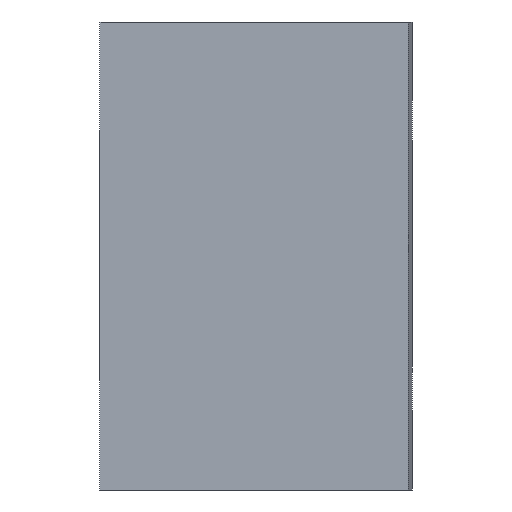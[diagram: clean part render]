
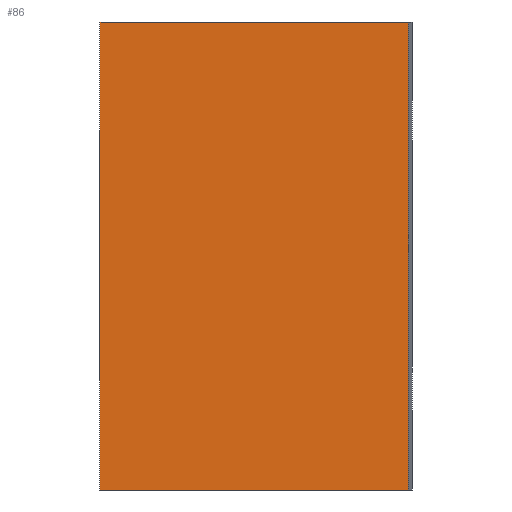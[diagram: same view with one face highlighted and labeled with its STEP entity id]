
A CAD part, left-side view. The second image highlights one B-rep face of the part: STEP entity #86.
In plain terms, the highlighted planar face has unit normal (-1, 0, 0).
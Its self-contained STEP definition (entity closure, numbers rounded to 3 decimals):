
#86=ADVANCED_FACE('',(#115),#116,.T.);
#115=FACE_OUTER_BOUND('',#150,.T.);
#116=PLANE('',#151);
#150=EDGE_LOOP('',(#249,#250,#251,#252));
#151=AXIS2_PLACEMENT_3D('',#253,#254,#255);
#249=ORIENTED_EDGE('',*,*,#331,.T.);
#250=ORIENTED_EDGE('',*,*,#332,.F.);
#251=ORIENTED_EDGE('',*,*,#333,.T.);
#252=ORIENTED_EDGE('',*,*,#329,.T.);
#253=CARTESIAN_POINT('',(0.0,0.091,-6.0));
#254=DIRECTION('',(-1.0,0.0,0.0));
#255=DIRECTION('',(0.0,-1.0,0.0));
#329=EDGE_CURVE('',#395,#393,#396,.T.);
#331=EDGE_CURVE('',#393,#398,#399,.T.);
#332=EDGE_CURVE('',#400,#398,#401,.T.);
#333=EDGE_CURVE('',#400,#395,#402,.T.);
#393=VERTEX_POINT('',#548);
#395=VERTEX_POINT('',#550);
#396=LINE('',#551,#552);
#398=VERTEX_POINT('',#554);
#399=LINE('',#555,#556);
#400=VERTEX_POINT('',#557);
#401=LINE('',#558,#559);
#402=LINE('',#560,#561);
#548=CARTESIAN_POINT('',(0.0,0.091,6.0));
#550=CARTESIAN_POINT('',(0.0,0.091,-6.0));
#551=CARTESIAN_POINT('',(0.0,0.091,-6.0));
#552=VECTOR('',#631,1.0);
#554=CARTESIAN_POINT('',(0.0,8.0,6.0));
#555=CARTESIAN_POINT('',(0.0,8.0,6.0));
#556=VECTOR('',#635,1.0);
#557=CARTESIAN_POINT('',(0.0,8.0,-6.0));
#558=CARTESIAN_POINT('',(0.0,8.0,-6.0));
#559=VECTOR('',#636,1.0);
#560=CARTESIAN_POINT('',(0.0,8.0,-6.0));
#561=VECTOR('',#637,1.0);
#631=DIRECTION('',(0.0,0.0,1.0));
#635=DIRECTION('',(0.0,1.0,0.0));
#636=DIRECTION('',(0.0,0.0,1.0));
#637=DIRECTION('',(0.0,-1.0,0.0));
